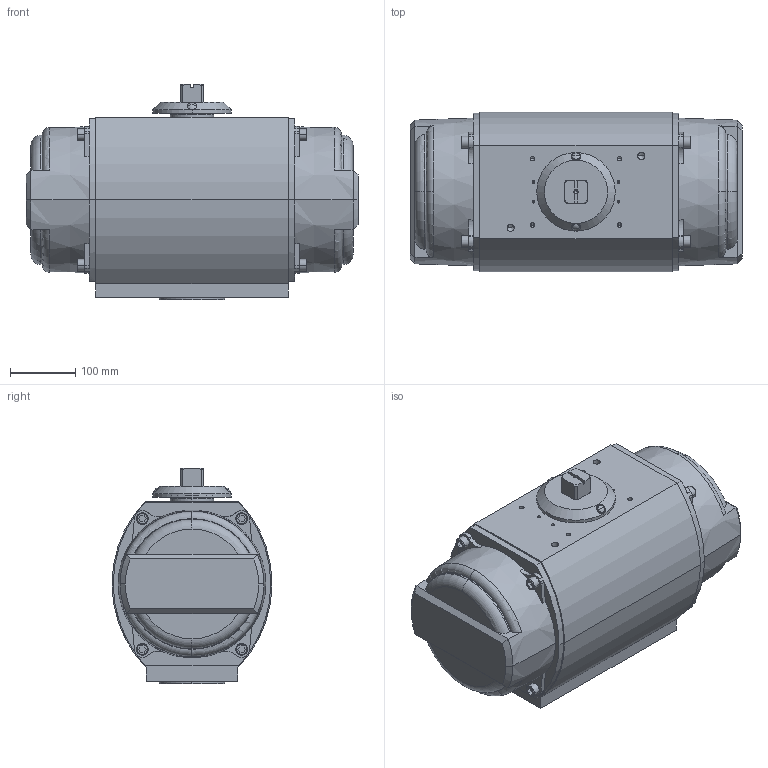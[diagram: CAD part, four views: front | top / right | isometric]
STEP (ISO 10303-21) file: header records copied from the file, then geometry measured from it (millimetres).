
FILE_DESCRIPTION((''),'2;1');
FILE_NAME('40-40R EU 3D.stp','2011-05-16T14:03:49',(''),(''),'Mechanical Desktop 2006','Mechanical Desktop 2006',', , ');
FILE_SCHEMA(('CONFIG_CONTROL_DESIGN'));
Length unit declared in the file: millimetre
Products named in the file (11): 40-40R EU 3D; 40-40R BODY; END CAP BLANK; END CAP NAMUR; PINION; SKT HD CAP SCREW; INDICATOR; WHITE STUD; THRUST BEARING; THRUST WASHER; SPIRAL RING
Assembly tree (18 placements, depth 2):
  40-40R EU 3D
    40-40R BODY
    END CAP BLANK
    END CAP NAMUR
    PINION
    SKT HD CAP SCREW  x8
    INDICATOR
    WHITE STUD  x2
    THRUST BEARING
    THRUST WASHER
    SPIRAL RING
Bounding box: 508.35 x 244.88 x 329.22 mm (x, y, z)
Volume: 14428346.4 mm3; surface area: 1041342.3 mm2
Topology: 18 solids, 18 shells, 634 faces, 1580 edges, 995 vertices
Faces by surface type: plane 258, cylinder 216, cone 116, torus 24, bspline 16, sphere 4
Entity records: 18919 total; most frequent: CARTESIAN_POINT 6501, DIRECTION 2626, ORIENTED_EDGE 2508, EDGE_CURVE 1254, AXIS2_PLACEMENT_3D 1025, VERTEX_POINT 816, VECTOR 576, LINE 576
